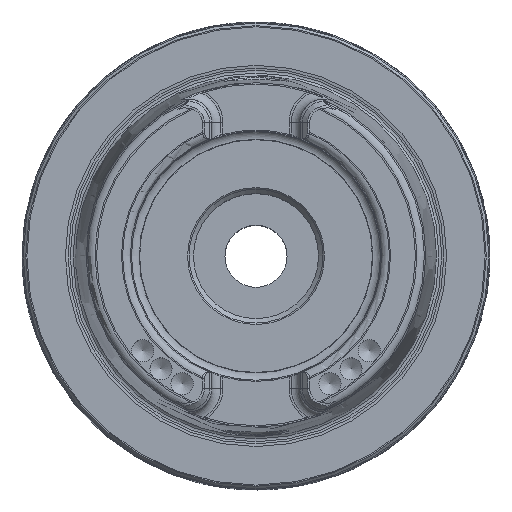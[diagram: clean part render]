
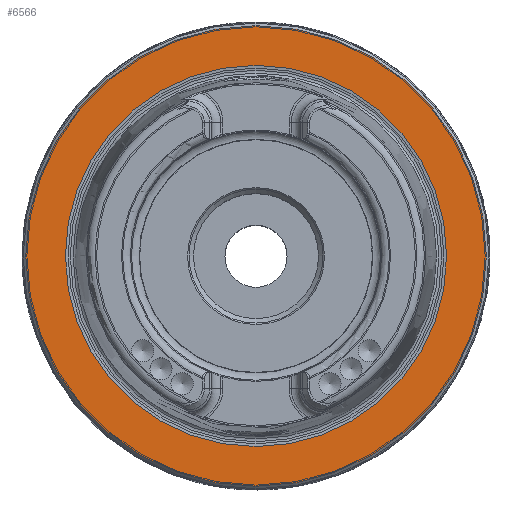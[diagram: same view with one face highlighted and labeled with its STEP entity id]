
A CAD part, top view. The second image highlights one B-rep face of the part: STEP entity #6566.
In plain terms, the highlighted planar face has unit normal (0, 0, 1).
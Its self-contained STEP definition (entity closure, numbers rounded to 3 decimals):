
#721=PLANE('',#7081);
#1593=ORIENTED_EDGE('',*,*,#2439,.T.);
#1594=ORIENTED_EDGE('',*,*,#2438,.F.);
#2438=EDGE_CURVE('',#2926,#2926,#3198,.T.);
#2439=EDGE_CURVE('',#2927,#2927,#3199,.T.);
#2926=VERTEX_POINT('',#10428);
#2927=VERTEX_POINT('',#10431);
#3198=CIRCLE('',#7080,25.782);
#3199=CIRCLE('',#7082,31.15);
#3553=EDGE_LOOP('',(#1593));
#3554=EDGE_LOOP('',(#1594));
#4011=FACE_BOUND('',#3553,.T.);
#4012=FACE_BOUND('',#3554,.T.);
#6566=ADVANCED_FACE('',(#4011,#4012),#721,.T.);
#7080=AXIS2_PLACEMENT_3D('',#10427,#8190,#8191);
#7081=AXIS2_PLACEMENT_3D('',#10429,#8192,#8193);
#7082=AXIS2_PLACEMENT_3D('',#10430,#8194,#8195);
#8190=DIRECTION('',(0.,0.,1.));
#8191=DIRECTION('',(1.,0.,0.));
#8192=DIRECTION('',(0.,0.,1.));
#8193=DIRECTION('',(1.,0.,0.));
#8194=DIRECTION('',(0.,0.,1.));
#8195=DIRECTION('',(1.,0.,0.));
#10427=CARTESIAN_POINT('',(0.,0.,0.2));
#10428=CARTESIAN_POINT('',(25.782,0.,0.2));
#10429=CARTESIAN_POINT('',(25.782,0.,0.2));
#10430=CARTESIAN_POINT('',(0.,0.,0.2));
#10431=CARTESIAN_POINT('',(31.15,0.,0.2));
